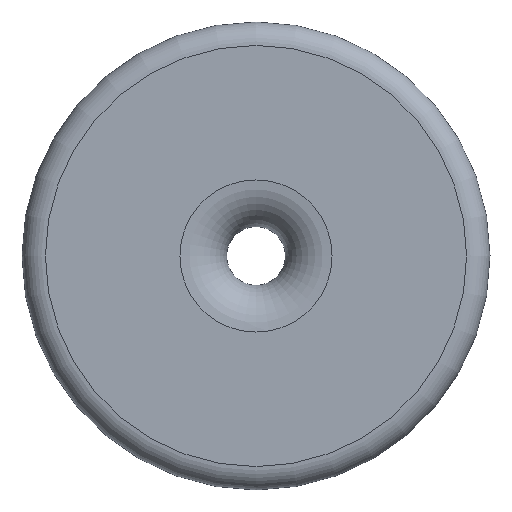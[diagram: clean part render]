
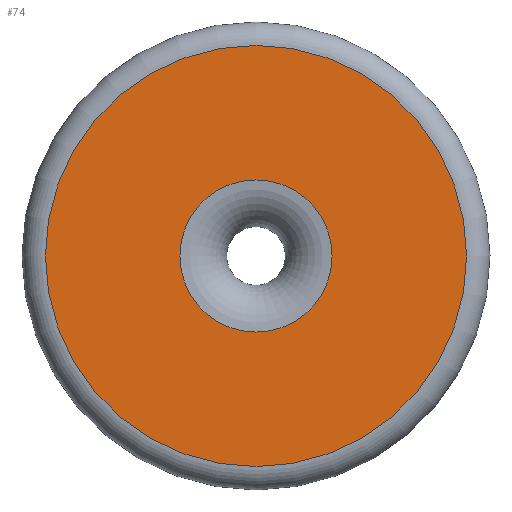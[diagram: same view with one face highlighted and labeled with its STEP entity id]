
A CAD part, left-side view. The second image highlights one B-rep face of the part: STEP entity #74.
In plain terms, the highlighted planar face has unit normal (-1, 0, 0).
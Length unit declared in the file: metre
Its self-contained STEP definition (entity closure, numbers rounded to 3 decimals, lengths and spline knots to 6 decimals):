
#16=PLANE('',#97);
#21=ORIENTED_EDGE('',*,*,#33,.T.);
#22=ORIENTED_EDGE('',*,*,#34,.T.);
#33=EDGE_CURVE('',#39,#39,#45,.T.);
#34=EDGE_CURVE('',#40,#40,#46,.F.);
#39=VERTEX_POINT('',#142);
#40=VERTEX_POINT('',#144);
#45=CIRCLE('',#98,0.00325);
#46=CIRCLE('',#99,0.009);
#51=EDGE_LOOP('',(#21));
#52=EDGE_LOOP('',(#22));
#63=FACE_BOUND('',#51,.T.);
#64=FACE_BOUND('',#52,.T.);
#74=ADVANCED_FACE('',(#63,#64),#16,.F.);
#97=AXIS2_PLACEMENT_3D('',#140,#117,#118);
#98=AXIS2_PLACEMENT_3D('',#141,#119,#120);
#99=AXIS2_PLACEMENT_3D('',#143,#121,#122);
#117=DIRECTION('',(1.,0.,0.));
#118=DIRECTION('',(0.,1.,0.));
#119=DIRECTION('',(1.,0.,0.));
#120=DIRECTION('',(0.,0.,-1.));
#121=DIRECTION('',(1.,0.,0.));
#122=DIRECTION('',(0.,0.,-1.));
#140=CARTESIAN_POINT('',(0.,-0.055925,0.063523));
#141=CARTESIAN_POINT('',(0.,-0.055925,0.063523));
#142=CARTESIAN_POINT('',(0.,-0.055925,0.060273));
#143=CARTESIAN_POINT('',(0.,-0.055925,0.063523));
#144=CARTESIAN_POINT('',(0.,-0.055925,0.054523));
